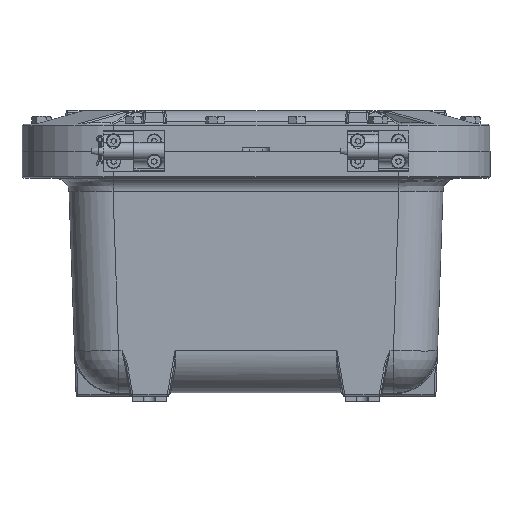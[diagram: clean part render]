
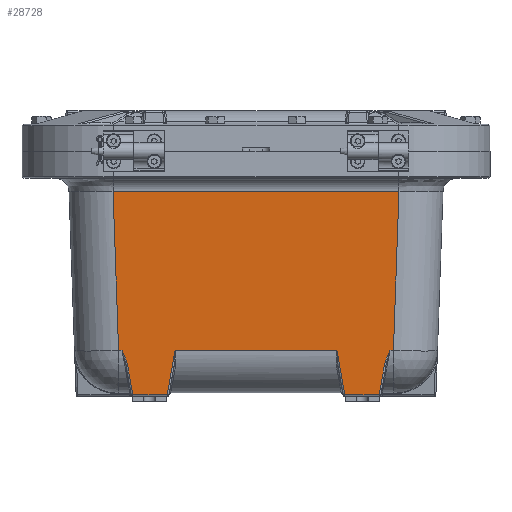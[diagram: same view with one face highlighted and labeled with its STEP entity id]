
A CAD part, left-side view. The second image highlights one B-rep face of the part: STEP entity #28728.
In plain terms, the highlighted planar face has unit normal (-0.999, 0, -0.035).
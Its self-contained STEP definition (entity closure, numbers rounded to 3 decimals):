
#2151=PLANE('',#30884);
#3481=LINE('',#46902,#5665);
#3482=LINE('',#46905,#5666);
#3483=LINE('',#46957,#5667);
#3484=LINE('',#46959,#5668);
#3485=LINE('',#46961,#5669);
#3486=LINE('',#46963,#5670);
#3487=LINE('',#46965,#5671);
#3488=LINE('',#46967,#5672);
#3489=LINE('',#46971,#5673);
#3512=LINE('',#47303,#5696);
#3513=LINE('',#47306,#5697);
#3514=LINE('',#47307,#5698);
#5665=VECTOR('',#34859,0.394);
#5666=VECTOR('',#34864,0.394);
#5667=VECTOR('',#34869,0.394);
#5668=VECTOR('',#34872,0.394);
#5669=VECTOR('',#34875,0.394);
#5670=VECTOR('',#34878,0.394);
#5671=VECTOR('',#34881,0.394);
#5672=VECTOR('',#34884,0.394);
#5673=VECTOR('',#34889,0.394);
#5696=VECTOR('',#34980,0.394);
#5697=VECTOR('',#34983,0.394);
#5698=VECTOR('',#34984,0.394);
#7341=B_SPLINE_CURVE_WITH_KNOTS('',3,(#46948,#46949,#46950,#46951,#46952,
#46953,#46954,#46955),.UNSPECIFIED.,.F.,.F.,(4,2,1,1,4),(-0.003,
0.,0.617,0.926,1.544),.UNSPECIFIED.);
#7342=B_SPLINE_CURVE_WITH_KNOTS('',3,(#47012,#47013,#47014,#47015,#47016,
#47017,#47018,#47019),.UNSPECIFIED.,.F.,.F.,(4,1,1,2,4),(0.,0.617,
0.926,1.544,1.547),.UNSPECIFIED.);
#9063=FACE_OUTER_BOUND('',#10874,.T.);
#10874=EDGE_LOOP('',(#22902,#22903,#22904,#22905,#22906,#22907,#22908,#22909,
#22910,#22911,#22912,#22913,#22914,#22915));
#13877=VERTEX_POINT('',#45867);
#13878=VERTEX_POINT('',#45884);
#13879=VERTEX_POINT('',#45888);
#13882=VERTEX_POINT('',#45937);
#13885=VERTEX_POINT('',#46062);
#13886=VERTEX_POINT('',#46080);
#13887=VERTEX_POINT('',#46084);
#13889=VERTEX_POINT('',#46126);
#13926=VERTEX_POINT('',#46897);
#13927=VERTEX_POINT('',#46901);
#13928=VERTEX_POINT('',#46946);
#13929=VERTEX_POINT('',#46969);
#13940=VERTEX_POINT('',#47301);
#13941=VERTEX_POINT('',#47305);
#17151=EDGE_CURVE('',#13889,#13927,#3481,.T.);
#17153=EDGE_CURVE('',#13926,#13877,#3482,.T.);
#17155=EDGE_CURVE('',#13877,#13928,#7341,.T.);
#17156=EDGE_CURVE('',#13928,#13878,#3483,.T.);
#17157=EDGE_CURVE('',#13878,#13879,#3484,.T.);
#17158=EDGE_CURVE('',#13879,#13882,#3485,.T.);
#17159=EDGE_CURVE('',#13882,#13885,#3486,.T.);
#17160=EDGE_CURVE('',#13885,#13886,#3487,.T.);
#17161=EDGE_CURVE('',#13886,#13887,#3488,.T.);
#17163=EDGE_CURVE('',#13887,#13929,#3489,.T.);
#17164=EDGE_CURVE('',#13929,#13889,#7342,.T.);
#17202=EDGE_CURVE('',#13940,#13926,#3512,.T.);
#17203=EDGE_CURVE('',#13941,#13940,#3513,.T.);
#17204=EDGE_CURVE('',#13927,#13941,#3514,.T.);
#22902=ORIENTED_EDGE('',*,*,#17164,.F.);
#22903=ORIENTED_EDGE('',*,*,#17163,.F.);
#22904=ORIENTED_EDGE('',*,*,#17161,.F.);
#22905=ORIENTED_EDGE('',*,*,#17160,.F.);
#22906=ORIENTED_EDGE('',*,*,#17159,.F.);
#22907=ORIENTED_EDGE('',*,*,#17158,.F.);
#22908=ORIENTED_EDGE('',*,*,#17157,.F.);
#22909=ORIENTED_EDGE('',*,*,#17156,.F.);
#22910=ORIENTED_EDGE('',*,*,#17155,.F.);
#22911=ORIENTED_EDGE('',*,*,#17153,.F.);
#22912=ORIENTED_EDGE('',*,*,#17202,.F.);
#22913=ORIENTED_EDGE('',*,*,#17203,.F.);
#22914=ORIENTED_EDGE('',*,*,#17204,.F.);
#22915=ORIENTED_EDGE('',*,*,#17151,.F.);
#28728=ADVANCED_FACE('',(#9063),#2151,.T.);
#30884=AXIS2_PLACEMENT_3D('',#47304,#34981,#34982);
#34859=DIRECTION('',(0.,1.,0.));
#34864=DIRECTION('',(0.,1.,0.));
#34869=DIRECTION('',(0.034,0.174,-0.984));
#34872=DIRECTION('',(0.,1.,0.));
#34875=DIRECTION('',(-0.034,0.174,0.984));
#34878=DIRECTION('',(0.,1.,0.));
#34881=DIRECTION('',(0.034,0.174,-0.984));
#34884=DIRECTION('',(0.,1.,0.));
#34889=DIRECTION('',(-0.034,0.174,0.984));
#34980=DIRECTION('',(0.035,0.035,-0.999));
#34981=DIRECTION('center_axis',(-0.999,0.,
-0.035));
#34982=DIRECTION('ref_axis',(-0.035,0.,0.999));
#34983=DIRECTION('',(0.,-1.,0.));
#34984=DIRECTION('',(-0.035,0.035,0.999));
#45867=CARTESIAN_POINT('',(-4.689,-4.938,-7.338));
#45884=CARTESIAN_POINT('',(-4.632,-4.541,-8.971));
#45888=CARTESIAN_POINT('',(-4.632,-3.271,-8.971));
#45937=CARTESIAN_POINT('',(-4.689,-2.983,-7.338));
#46062=CARTESIAN_POINT('',(-4.689,2.983,-7.338));
#46080=CARTESIAN_POINT('',(-4.632,3.271,-8.971));
#46084=CARTESIAN_POINT('',(-4.632,4.541,-8.971));
#46126=CARTESIAN_POINT('',(-4.689,4.938,-7.338));
#46897=CARTESIAN_POINT('',(-4.689,-5.065,-7.338));
#46901=CARTESIAN_POINT('',(-4.689,5.065,-7.338));
#46902=CARTESIAN_POINT('',(-4.689,3.455,-7.338));
#46905=CARTESIAN_POINT('',(-4.689,3.455,-7.338));
#46946=CARTESIAN_POINT('',(-4.669,-4.729,-7.908));
#46948=CARTESIAN_POINT('Ctrl Pts',(-4.689,-4.938,-7.338));
#46949=CARTESIAN_POINT('Ctrl Pts',(-4.689,-4.938,-7.338));
#46950=CARTESIAN_POINT('Ctrl Pts',(-4.689,-4.938,
-7.339));
#46951=CARTESIAN_POINT('Ctrl Pts',(-4.686,-4.904,
-7.413));
#46952=CARTESIAN_POINT('Ctrl Pts',(-4.682,-4.854,-7.523));
#46953=CARTESIAN_POINT('Ctrl Pts',(-4.676,-4.779,
-7.712));
#46954=CARTESIAN_POINT('Ctrl Pts',(-4.672,-4.743,
-7.828));
#46955=CARTESIAN_POINT('Ctrl Pts',(-4.669,-4.729,
-7.908));
#46957=CARTESIAN_POINT('',(-4.734,-5.057,-6.046));
#46959=CARTESIAN_POINT('',(-4.632,1.098,-8.971));
#46961=CARTESIAN_POINT('',(-4.797,-2.436,-4.234));
#46963=CARTESIAN_POINT('',(-4.689,3.455,-7.338));
#46965=CARTESIAN_POINT('',(-4.756,2.644,-5.414));
#46967=CARTESIAN_POINT('',(-4.632,5.812,-8.971));
#46969=CARTESIAN_POINT('',(-4.669,4.729,-7.908));
#46971=CARTESIAN_POINT('',(-4.775,5.265,-4.865));
#47012=CARTESIAN_POINT('Ctrl Pts',(-4.669,4.729,-7.908));
#47013=CARTESIAN_POINT('Ctrl Pts',(-4.672,4.743,-7.828));
#47014=CARTESIAN_POINT('Ctrl Pts',(-4.676,4.779,-7.712));
#47015=CARTESIAN_POINT('Ctrl Pts',(-4.682,4.854,-7.523));
#47016=CARTESIAN_POINT('Ctrl Pts',(-4.686,4.904,-7.413));
#47017=CARTESIAN_POINT('Ctrl Pts',(-4.689,4.938,-7.339));
#47018=CARTESIAN_POINT('Ctrl Pts',(-4.689,4.938,-7.338));
#47019=CARTESIAN_POINT('Ctrl Pts',(-4.689,4.938,-7.338));
#47301=CARTESIAN_POINT('',(-4.893,-5.269,-1.483));
#47303=CARTESIAN_POINT('',(-4.904,-5.28,-1.184));
#47304=CARTESIAN_POINT('Origin',(-4.91,6.91,-1.));
#47305=CARTESIAN_POINT('',(-4.893,5.269,-1.483));
#47306=CARTESIAN_POINT('',(-4.893,3.455,-1.483));
#47307=CARTESIAN_POINT('',(-4.906,5.282,-1.114));
